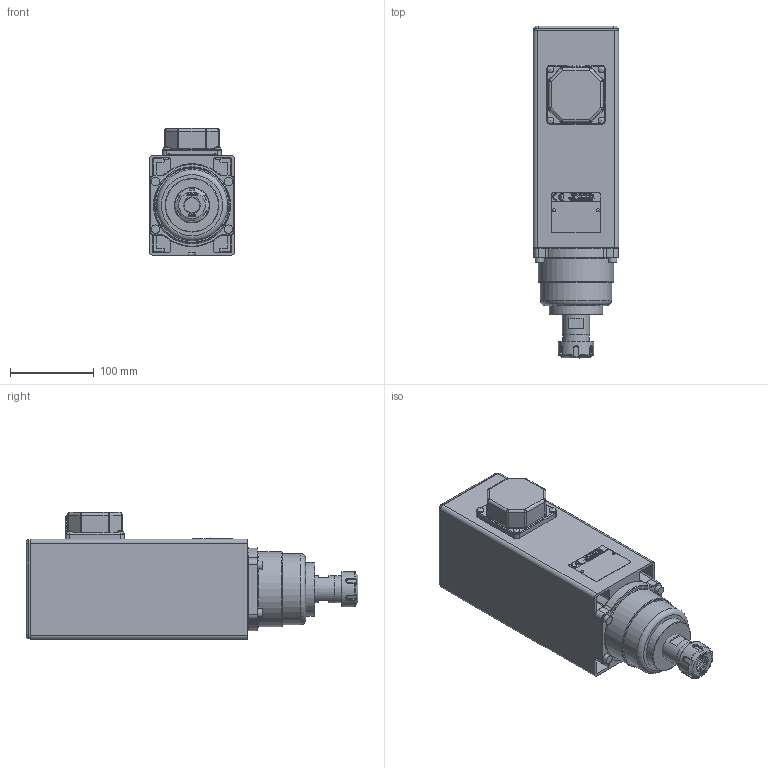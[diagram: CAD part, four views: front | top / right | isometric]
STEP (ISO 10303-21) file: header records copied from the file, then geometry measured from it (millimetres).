
FILE_DESCRIPTION(/* description */ ('Alibre Inc.'),/* implementation_level */ '2;1');
FILE_NAME(/* name */ 'export-5F110A66-77B6-433B-B18B-C975BC2A51D3',/* time_stamp */ '2023-09-27T10:56:51+02:00',/* author */ (''),/* organization */ (''),/* preprocessor_version */ 'ST-DEVELOPER v17',/* originating_system */ 'Alibre',/* authorisation */ '');
FILE_SCHEMA (('AUTOMOTIVE_DESIGN'));
Length unit declared in the file: millimetre
Products named in the file (1): Protrusione 2-oa0
Bounding box: 102 x 396.4 x 151.7 mm (x, y, z)
Volume: 3439347.7 mm3; surface area: 264065.1 mm2
Topology: 1 solids, 7 shells, 1653 faces, 4434 edges, 2920 vertices
Faces by surface type: plane 1224, cylinder 274, bspline 68, cone 44, torus 28, sphere 15
Full cylindrical faces by diameter (mm): 2.49 x4, 2.5 x2, 3.714 x4, 4 x12, 5 x4, 6.647 x4, 8 x4, 10 x4, 17.294 x1, 18 x1, 25 x1, 27 x1, 30.376 x1, 32 x1, 32.5 x2, 42 x1, 64 x1, 85 x1, 90 x1
Entity records: 55796 total; most frequent: CARTESIAN_POINT 16251, ORIENTED_EDGE 8830, DIRECTION 5656, EDGE_CURVE 4415, VERTEX_POINT 2920, VECTOR 2456, LINE 2456, AXIS2_PLACEMENT_3D 2226
